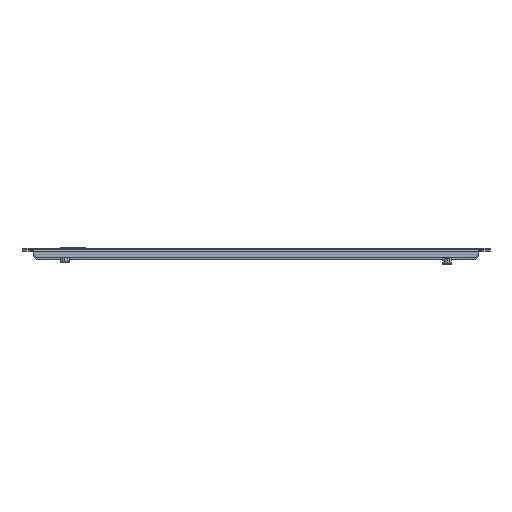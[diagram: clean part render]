
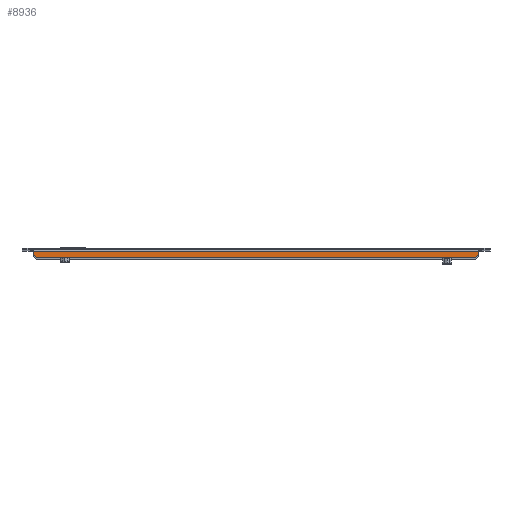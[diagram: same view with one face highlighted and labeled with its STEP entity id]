
A CAD part, top view. The second image highlights one B-rep face of the part: STEP entity #8936.
In plain terms, the highlighted planar face has unit normal (0, 0, 1).
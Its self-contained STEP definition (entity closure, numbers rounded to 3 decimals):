
#150 = CARTESIAN_POINT ( 'NONE',  ( 245., -10., 545. ) ) ;
#1692 = DIRECTION ( 'NONE',  ( 0., 0., 1. ) ) ;
#1980 = DIRECTION ( 'NONE',  ( -1., 0., 0. ) ) ;
#1981 = CIRCLE ( 'NONE', #3796, 5. ) ;
#2147 = ORIENTED_EDGE ( 'NONE', *, *, #15843, .F. ) ;
#2415 = ORIENTED_EDGE ( 'NONE', *, *, #3776, .T. ) ;
#2566 = DIRECTION ( 'NONE',  ( 0., 0., 1. ) ) ;
#3126 = ORIENTED_EDGE ( 'NONE', *, *, #6792, .T. ) ;
#3151 = CIRCLE ( 'NONE', #3772, 5. ) ;
#3195 = CARTESIAN_POINT ( 'NONE',  ( -233., 23.978, 545. ) ) ;
#3301 = LINE ( 'NONE', #3195, #4377 ) ;
#3399 = CARTESIAN_POINT ( 'NONE',  ( 0., -3.5, 545. ) ) ;
#3472 = VERTEX_POINT ( 'NONE', #6627 ) ;
#3623 = DIRECTION ( 'NONE',  ( 0., -1., 0. ) ) ;
#3685 = CARTESIAN_POINT ( 'NONE',  ( 233., -3.5, 545. ) ) ;
#3772 = AXIS2_PLACEMENT_3D ( 'NONE', #17994, #2566, #5499 ) ;
#3776 = EDGE_CURVE ( 'NONE', #7758, #8310, #16356, .T. ) ;
#3796 = AXIS2_PLACEMENT_3D ( 'NONE', #10230, #1692, #11380 ) ;
#4377 = VECTOR ( 'NONE', #13152, 1000. ) ;
#4432 = EDGE_CURVE ( 'NONE', #17239, #6249, #16014, .T. ) ;
#4999 = VECTOR ( 'NONE', #1980, 1000. ) ;
#5141 = CARTESIAN_POINT ( 'NONE',  ( 233., 23.978, 545. ) ) ;
#5470 = CARTESIAN_POINT ( 'NONE',  ( 228., -10., 545. ) ) ;
#5499 = DIRECTION ( 'NONE',  ( 0., -1., 0. ) ) ;
#5883 = DIRECTION ( 'NONE',  ( 1., 0., 0. ) ) ;
#6249 = VERTEX_POINT ( 'NONE', #5470 ) ;
#6452 = CARTESIAN_POINT ( 'NONE',  ( 0., 541.978, 545. ) ) ;
#6507 = EDGE_CURVE ( 'NONE', #11102, #8310, #3301, .T. ) ;
#6627 = CARTESIAN_POINT ( 'NONE',  ( 233., -5., 545. ) ) ;
#6738 = FACE_OUTER_BOUND ( 'NONE', #12133, .T. ) ;
#6792 = EDGE_CURVE ( 'NONE', #11102, #17239, #1981, .T. ) ;
#7423 = ORIENTED_EDGE ( 'NONE', *, *, #6507, .F. ) ;
#7758 = VERTEX_POINT ( 'NONE', #3685 ) ;
#8310 = VERTEX_POINT ( 'NONE', #16990 ) ;
#8936 = ADVANCED_FACE ( 'NONE', ( #6738 ), #16498, .T. ) ;
#9549 = DIRECTION ( 'NONE',  ( 0., -1., 0. ) ) ;
#9998 = CARTESIAN_POINT ( 'NONE',  ( -228., -10., 545. ) ) ;
#10230 = CARTESIAN_POINT ( 'NONE',  ( -228., -5., 545. ) ) ;
#10265 = EDGE_CURVE ( 'NONE', #6249, #3472, #3151, .T. ) ;
#11102 = VERTEX_POINT ( 'NONE', #16963 ) ;
#11193 = ORIENTED_EDGE ( 'NONE', *, *, #10265, .T. ) ;
#11380 = DIRECTION ( 'NONE',  ( 0., -1., 0. ) ) ;
#12133 = EDGE_LOOP ( 'NONE', ( #7423, #3126, #18174, #11193, #2147, #2415 ) ) ;
#12860 = VECTOR ( 'NONE', #9549, 1000. ) ;
#13152 = DIRECTION ( 'NONE',  ( 0., 1., 0. ) ) ;
#13410 = VECTOR ( 'NONE', #5883, 1000. ) ;
#15072 = AXIS2_PLACEMENT_3D ( 'NONE', #6452, #18182, #3623 ) ;
#15843 = EDGE_CURVE ( 'NONE', #7758, #3472, #16865, .T. ) ;
#16014 = LINE ( 'NONE', #150, #13410 ) ;
#16356 = LINE ( 'NONE', #3399, #4999 ) ;
#16498 = PLANE ( 'NONE',  #15072 ) ;
#16865 = LINE ( 'NONE', #5141, #12860 ) ;
#16963 = CARTESIAN_POINT ( 'NONE',  ( -233., -5., 545. ) ) ;
#16990 = CARTESIAN_POINT ( 'NONE',  ( -233., -3.5, 545. ) ) ;
#17239 = VERTEX_POINT ( 'NONE', #9998 ) ;
#17994 = CARTESIAN_POINT ( 'NONE',  ( 228., -5., 545. ) ) ;
#18174 = ORIENTED_EDGE ( 'NONE', *, *, #4432, .T. ) ;
#18182 = DIRECTION ( 'NONE',  ( 0., 0., 1. ) ) ;
